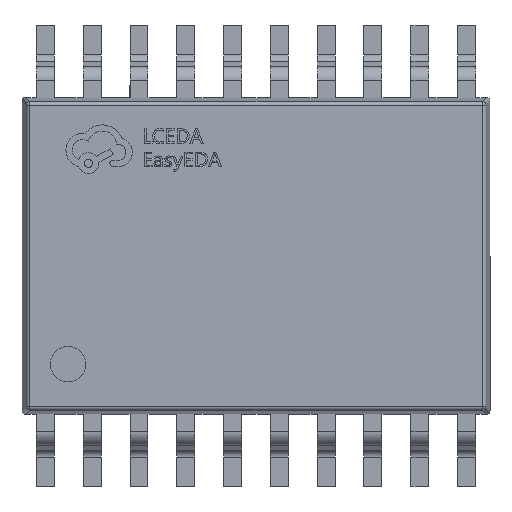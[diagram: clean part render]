
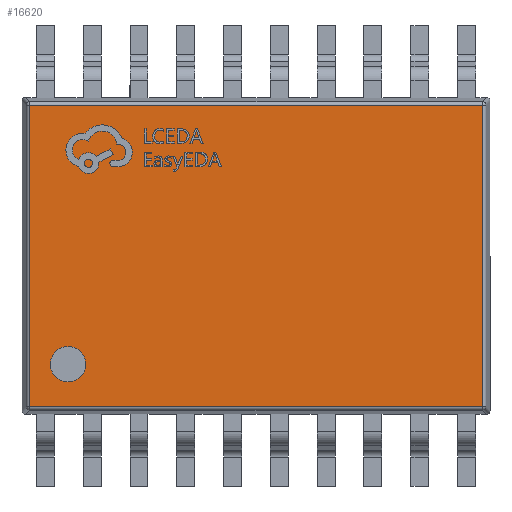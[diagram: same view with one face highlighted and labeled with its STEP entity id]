
A CAD part, top view. The second image highlights one B-rep face of the part: STEP entity #16620.
In plain terms, the highlighted planar face has unit normal (0, 0, 1).
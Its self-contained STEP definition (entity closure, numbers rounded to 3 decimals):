
#1202 = CIRCLE ( 'NONE', #27690, 0.246 ) ;
#1713 = EDGE_CURVE ( 'NONE', #16526, #28378, #1202, .T. ) ;
#1901 = VECTOR ( 'NONE', #20932, 1000. ) ;
#2126 = CARTESIAN_POINT ( 'NONE',  ( -3.143, 2.093, 0.45 ) ) ;
#2235 = LINE ( 'NONE', #22616, #20239 ) ;
#2367 = VERTEX_POINT ( 'NONE', #26659 ) ;
#2674 = DIRECTION ( 'NONE',  ( -1., 0., 0. ) ) ;
#3306 = LINE ( 'NONE', #18441, #1901 ) ;
#3582 = CIRCLE ( 'NONE', #13358, 0.246 ) ;
#5954 = CARTESIAN_POINT ( 'NONE',  ( -3.143, -2.137, 0.45 ) ) ;
#7710 = CARTESIAN_POINT ( 'NONE',  ( 3.143, -2.093, 0.45 ) ) ;
#8109 = VERTEX_POINT ( 'NONE', #22138 ) ;
#8318 = EDGE_LOOP ( 'NONE', ( #28166, #9014, #11708, #11484 ) ) ;
#8758 = VERTEX_POINT ( 'NONE', #2126 ) ;
#8965 = DIRECTION ( 'NONE',  ( 1., 0., 0. ) ) ;
#9014 = ORIENTED_EDGE ( 'NONE', *, *, #9388, .T. ) ;
#9388 = EDGE_CURVE ( 'NONE', #16632, #8109, #3306, .T. ) ;
#9885 = FACE_OUTER_BOUND ( 'NONE', #8318, .T. ) ;
#11484 = ORIENTED_EDGE ( 'NONE', *, *, #17596, .T. ) ;
#11492 = EDGE_LOOP ( 'NONE', ( #17409, #19001 ) ) ;
#11509 = CARTESIAN_POINT ( 'NONE',  ( -2.365, -1.504, 0.45 ) ) ;
#11708 = ORIENTED_EDGE ( 'NONE', *, *, #15456, .T. ) ;
#11743 = VECTOR ( 'NONE', #17316, 1000. ) ;
#12241 = EDGE_CURVE ( 'NONE', #2367, #16632, #22687, .T. ) ;
#12682 = LINE ( 'NONE', #5954, #11743 ) ;
#13358 = AXIS2_PLACEMENT_3D ( 'NONE', #16387, #25701, #14377 ) ;
#13620 = AXIS2_PLACEMENT_3D ( 'NONE', #23148, #20847, #27379 ) ;
#14377 = DIRECTION ( 'NONE',  ( 1., 0., 0. ) ) ;
#14564 = FACE_BOUND ( 'NONE', #11492, .T. ) ;
#15456 = EDGE_CURVE ( 'NONE', #8109, #8758, #2235, .T. ) ;
#15832 = CARTESIAN_POINT ( 'NONE',  ( -2.857, -1.504, 0.45 ) ) ;
#16387 = CARTESIAN_POINT ( 'NONE',  ( -2.611, -1.504, 0.45 ) ) ;
#16526 = VERTEX_POINT ( 'NONE', #11509 ) ;
#16620 = ADVANCED_FACE ( 'NONE', ( #9885, #14564 ), #25615, .T. ) ;
#16632 = VERTEX_POINT ( 'NONE', #7710 ) ;
#17316 = DIRECTION ( 'NONE',  ( 0., -1., 0. ) ) ;
#17409 = ORIENTED_EDGE ( 'NONE', *, *, #1713, .F. ) ;
#17596 = EDGE_CURVE ( 'NONE', #8758, #2367, #12682, .T. ) ;
#17696 = CARTESIAN_POINT ( 'NONE',  ( -2.611, -1.504, 0.45 ) ) ;
#18441 = CARTESIAN_POINT ( 'NONE',  ( 3.143, 2.137, 0.45 ) ) ;
#19001 = ORIENTED_EDGE ( 'NONE', *, *, #27018, .F. ) ;
#20232 = DIRECTION ( 'NONE',  ( 1., 0., 0. ) ) ;
#20239 = VECTOR ( 'NONE', #2674, 1000. ) ;
#20847 = DIRECTION ( 'NONE',  ( 0., 0., 1. ) ) ;
#20932 = DIRECTION ( 'NONE',  ( 0., 1., 0. ) ) ;
#22138 = CARTESIAN_POINT ( 'NONE',  ( 3.143, 2.093, 0.45 ) ) ;
#22369 = DIRECTION ( 'NONE',  ( 0., 0., 1. ) ) ;
#22616 = CARTESIAN_POINT ( 'NONE',  ( -3.187, 2.093, 0.45 ) ) ;
#22687 = LINE ( 'NONE', #22827, #26409 ) ;
#22827 = CARTESIAN_POINT ( 'NONE',  ( 3.187, -2.093, 0.45 ) ) ;
#23148 = CARTESIAN_POINT ( 'NONE',  ( 0., 0., 0.45 ) ) ;
#25615 = PLANE ( 'NONE',  #13620 ) ;
#25701 = DIRECTION ( 'NONE',  ( 0., 0., 1. ) ) ;
#26409 = VECTOR ( 'NONE', #20232, 1000. ) ;
#26659 = CARTESIAN_POINT ( 'NONE',  ( -3.143, -2.093, 0.45 ) ) ;
#27018 = EDGE_CURVE ( 'NONE', #28378, #16526, #3582, .T. ) ;
#27379 = DIRECTION ( 'NONE',  ( 1., 0., 0. ) ) ;
#27690 = AXIS2_PLACEMENT_3D ( 'NONE', #17696, #22369, #8965 ) ;
#28166 = ORIENTED_EDGE ( 'NONE', *, *, #12241, .T. ) ;
#28378 = VERTEX_POINT ( 'NONE', #15832 ) ;
